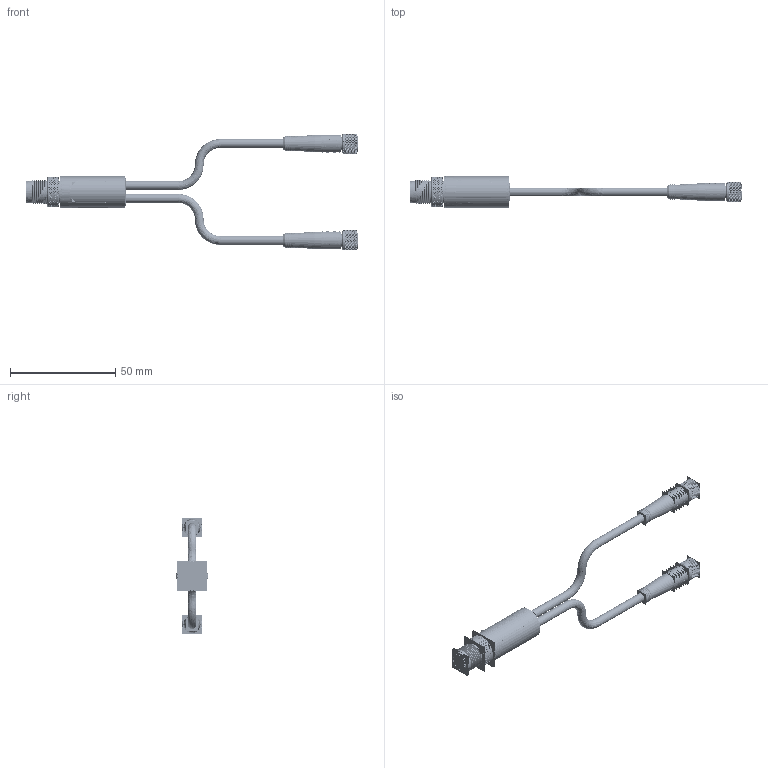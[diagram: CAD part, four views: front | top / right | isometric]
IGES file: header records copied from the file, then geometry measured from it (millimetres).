
Start section:  PTC IGES file: 248094_sm01.igs
Global section: file name: 248094_sm01.igs; native system: Creo Parametric by PTC Inc.; preprocessor: 2022414; author: banengservice; organization: Unknown; date: 20250721.105627; units: millimetre
Bounding box: 158.03 x 15 x 55.63 mm (x, y, z)
Volume: 11694.8 mm3; surface area: 46053.5 mm2
Topology: 1 solids, 1 shells, 13324 faces, 59384 edges, 70564 vertices
Faces by surface type: bspline 10398, revolution 2870, extrusion 56
